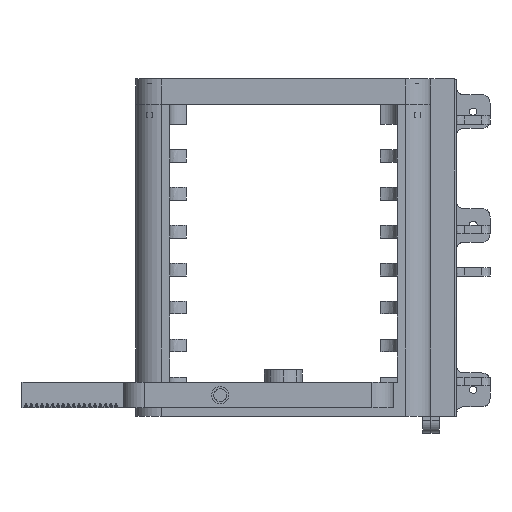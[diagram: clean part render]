
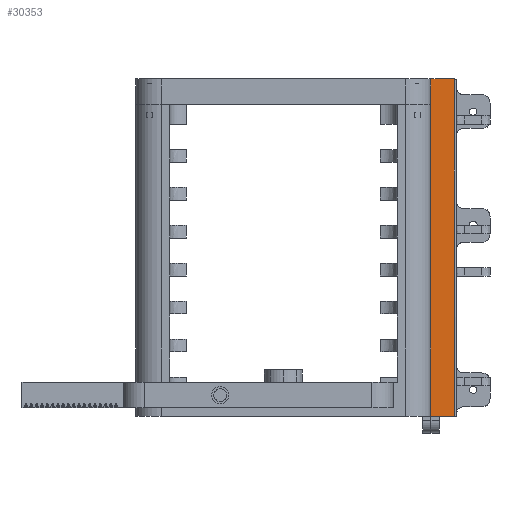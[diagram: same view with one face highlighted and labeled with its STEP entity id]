
A CAD part, left-side view. The second image highlights one B-rep face of the part: STEP entity #30353.
In plain terms, the highlighted planar face has unit normal (-1, 0, 0).
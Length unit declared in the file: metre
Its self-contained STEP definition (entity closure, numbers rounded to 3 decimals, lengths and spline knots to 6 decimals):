
#1129=B_SPLINE_CURVE_WITH_KNOTS('',3,(#41934,#41935,#41936,#41937),
 .UNSPECIFIED.,.F.,.F.,(4,4),(0.,1.),.UNSPECIFIED.);
#2289=ORIENTED_EDGE('',*,*,#11042,.F.);
#2290=ORIENTED_EDGE('',*,*,#11331,.T.);
#2291=ORIENTED_EDGE('',*,*,#11070,.T.);
#2292=ORIENTED_EDGE('',*,*,#11211,.T.);
#2293=ORIENTED_EDGE('',*,*,#11332,.T.);
#11042=EDGE_CURVE('',#15628,#15629,#18707,.T.);
#11070=EDGE_CURVE('',#15656,#15657,#18709,.T.);
#11211=EDGE_CURVE('',#15657,#15756,#18800,.T.);
#11331=EDGE_CURVE('',#15628,#15656,#1129,.T.);
#11332=EDGE_CURVE('',#15756,#15629,#18901,.T.);
#15628=VERTEX_POINT('',#41058);
#15629=VERTEX_POINT('',#41060);
#15656=VERTEX_POINT('',#41234);
#15657=VERTEX_POINT('',#41235);
#15756=VERTEX_POINT('',#41532);
#18707=LINE('',#41059,#22012);
#18709=LINE('',#41233,#22014);
#18800=LINE('',#41619,#22105);
#18901=LINE('',#41938,#22206);
#22012=VECTOR('',#34011,1.);
#22014=VECTOR('',#34039,1.);
#22105=VECTOR('',#34184,1.);
#22206=VECTOR('',#34381,1.);
#25413=EDGE_LOOP('',(#2289,#2290,#2291,#2292,#2293));
#27336=FACE_BOUND('',#25413,.T.);
#29204=PLANE('',#32226);
#30353=ADVANCED_FACE('',(#27336),#29204,.F.);
#32226=AXIS2_PLACEMENT_3D('',#41933,#34379,#34380);
#34011=DIRECTION('',(0.,1.,0.));
#34039=DIRECTION('',(0.,1.,0.));
#34184=DIRECTION('',(0.,0.,-1.));
#34379=DIRECTION('',(1.,0.,0.));
#34380=DIRECTION('',(0.,1.,0.));
#34381=DIRECTION('',(0.,0.,-1.));
#41058=CARTESIAN_POINT('',(-0.064,-0.081,-0.004));
#41059=CARTESIAN_POINT('',(-0.064,-0.082,-0.004));
#41060=CARTESIAN_POINT('',(-0.064,-0.07,-0.004));
#41233=CARTESIAN_POINT('',(-0.064,-0.082,0.156));
#41234=CARTESIAN_POINT('',(-0.064,-0.081,0.156));
#41235=CARTESIAN_POINT('',(-0.064,-0.07,0.156));
#41532=CARTESIAN_POINT('',(-0.064,-0.07,0.144));
#41619=CARTESIAN_POINT('',(-0.064,-0.07,0.156));
#41933=CARTESIAN_POINT('',(-0.064,-0.082,-0.002));
#41934=CARTESIAN_POINT('',(-0.064,-0.081,-0.004));
#41935=CARTESIAN_POINT('',(-0.064,-0.081,0.049333));
#41936=CARTESIAN_POINT('',(-0.064,-0.081,0.102667));
#41937=CARTESIAN_POINT('',(-0.064,-0.081,0.156));
#41938=CARTESIAN_POINT('',(-0.064,-0.07,-0.002));
